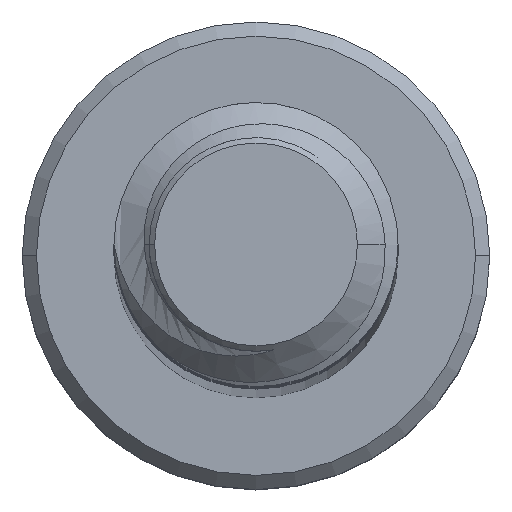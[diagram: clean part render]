
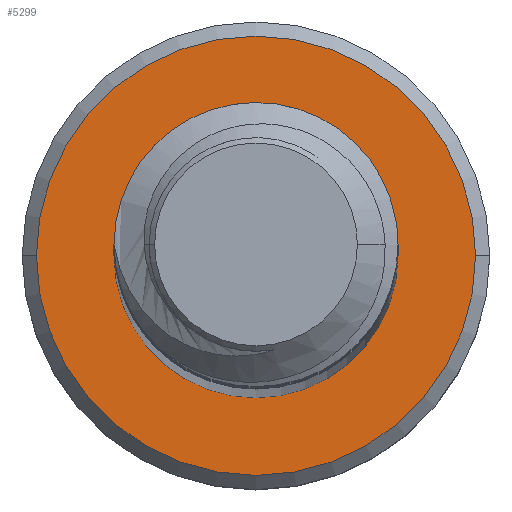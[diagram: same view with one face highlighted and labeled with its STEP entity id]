
A CAD part, top view. The second image highlights one B-rep face of the part: STEP entity #5299.
In plain terms, the highlighted planar face has unit normal (0, 0, 1).
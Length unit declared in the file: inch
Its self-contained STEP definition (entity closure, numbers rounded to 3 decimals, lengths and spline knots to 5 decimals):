
#11 = CARTESIAN_POINT ( 'NONE',  ( 0.1268, 0., -3.75 ) ) ;
#574 = CARTESIAN_POINT ( 'NONE',  ( 0.082, 0., -3.75 ) ) ;
#1571 = VERTEX_POINT ( 'NONE', #574 ) ;
#1681 = CARTESIAN_POINT ( 'NONE',  ( 0., 0., -3.75 ) ) ;
#1709 = DIRECTION ( 'NONE',  ( 0., 0., 1. ) ) ;
#1721 = DIRECTION ( 'NONE',  ( -1., 0., 0. ) ) ;
#1751 = CARTESIAN_POINT ( 'NONE',  ( 0., 0., -3.75 ) ) ;
#1762 = DIRECTION ( 'NONE',  ( 0., 0., 1. ) ) ;
#1774 = DIRECTION ( 'NONE',  ( -1., 0., 0. ) ) ;
#2091 = CARTESIAN_POINT ( 'NONE',  ( -0.1268, 0., -3.75 ) ) ;
#2274 = CIRCLE ( 'NONE', #6053, 0.082 ) ;
#2301 = EDGE_LOOP ( 'NONE', ( #3770, #2956 ) ) ;
#2477 = VERTEX_POINT ( 'NONE', #2091 ) ;
#2775 = DIRECTION ( 'NONE',  ( -1., 0., 0. ) ) ;
#2831 = AXIS2_PLACEMENT_3D ( 'NONE', #1681, #1709, #1721 ) ;
#2832 = DIRECTION ( 'NONE',  ( 0., 0., 1. ) ) ;
#2845 = CARTESIAN_POINT ( 'NONE',  ( 0., 0., -3.75 ) ) ;
#2876 = DIRECTION ( 'NONE',  ( -1., 0., 0. ) ) ;
#2877 = VERTEX_POINT ( 'NONE', #11 ) ;
#2884 = DIRECTION ( 'NONE',  ( 0., 0., -1. ) ) ;
#2951 = PLANE ( 'NONE',  #5997 ) ;
#2956 = ORIENTED_EDGE ( 'NONE', *, *, #6405, .T. ) ;
#3146 = CARTESIAN_POINT ( 'NONE',  ( 0., 0., -3.75 ) ) ;
#3147 = DIRECTION ( 'NONE',  ( 0., 0., 1. ) ) ;
#3162 = DIRECTION ( 'NONE',  ( -1., 0., 0. ) ) ;
#3601 = CARTESIAN_POINT ( 'NONE',  ( -0.082, 0., -3.75 ) ) ;
#3655 = EDGE_CURVE ( 'NONE', #3872, #1571, #2274, .T. ) ;
#3770 = ORIENTED_EDGE ( 'NONE', *, *, #3806, .T. ) ;
#3806 = EDGE_CURVE ( 'NONE', #2477, #2877, #6687, .T. ) ;
#3842 = CARTESIAN_POINT ( 'NONE',  ( 0., 0., -3.75 ) ) ;
#3872 = VERTEX_POINT ( 'NONE', #3601 ) ;
#4151 = AXIS2_PLACEMENT_3D ( 'NONE', #3146, #3147, #3162 ) ;
#4891 = ORIENTED_EDGE ( 'NONE', *, *, #3655, .F. ) ;
#5144 = FACE_BOUND ( 'NONE', #6936, .T. ) ;
#5227 = ORIENTED_EDGE ( 'NONE', *, *, #5821, .F. ) ;
#5299 = ADVANCED_FACE ( 'NONE', ( #7050, #5144 ), #2951, .F. ) ;
#5821 = EDGE_CURVE ( 'NONE', #1571, #3872, #6635, .T. ) ;
#5997 = AXIS2_PLACEMENT_3D ( 'NONE', #3842, #2884, #2876 ) ;
#6053 = AXIS2_PLACEMENT_3D ( 'NONE', #1751, #1762, #1774 ) ;
#6405 = EDGE_CURVE ( 'NONE', #2877, #2477, #6632, .T. ) ;
#6630 = AXIS2_PLACEMENT_3D ( 'NONE', #2845, #2832, #2775 ) ;
#6632 = CIRCLE ( 'NONE', #6630, 0.1268 ) ;
#6635 = CIRCLE ( 'NONE', #2831, 0.082 ) ;
#6687 = CIRCLE ( 'NONE', #4151, 0.1268 ) ;
#6936 = EDGE_LOOP ( 'NONE', ( #5227, #4891 ) ) ;
#7050 = FACE_OUTER_BOUND ( 'NONE', #2301, .T. ) ;
